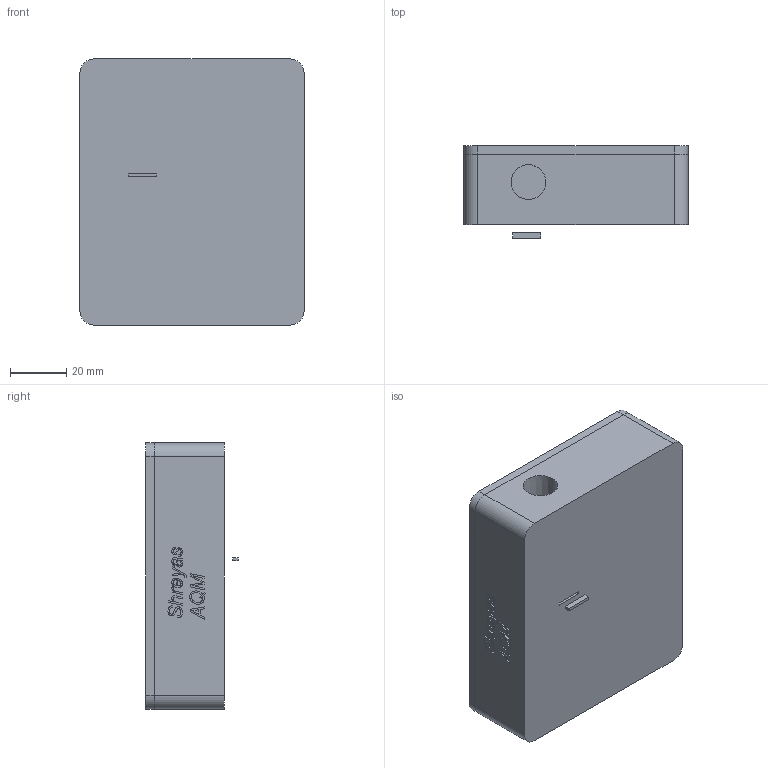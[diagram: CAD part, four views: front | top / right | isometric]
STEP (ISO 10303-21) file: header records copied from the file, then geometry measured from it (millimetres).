
FILE_DESCRIPTION(/* description */ (''),/* implementation_level */ '2;1');
FILE_NAME(/* name */ 'AQM_assembled.step',/* time_stamp */ '2026-01-06T20:44:52+01:00',/* author */ (''),/* organization */ (''),/* preprocessor_version */ 'ST-DEVELOPER v20.1',/* originating_system */ 'Autodesk Translation Framework v14.21.0.0',/* authorisation */ '');
FILE_SCHEMA (('AUTOMOTIVE_DESIGN { 1 0 10303 214 3 1 1 }'));
Length unit declared in the file: millimetre
Products named in the file (3): 2026-01-06-19-37-25-273; 2026-01-06-14-38-04-962; 2026-01-06-14-50-23-383
Assembly tree (2 placements, depth 2):
  2026-01-06-19-37-25-273
    2026-01-06-14-38-04-962
    2026-01-06-14-50-23-383
Bounding box: 80 x 33 x 95 mm (x, y, z)
Volume: 147504.4 mm3; surface area: 48574.3 mm2
Topology: 3 solids, 3 shells, 541 faces, 1490 edges, 992 vertices
Faces by surface type: bspline 320, plane 204, cylinder 16, cone 1
Full cylindrical faces by diameter (mm): 5.6 x4, 6 x3, 7 x1
Entity records: 20162 total; most frequent: CARTESIAN_POINT 8468, ORIENTED_EDGE 2980, EDGE_CURVE 1490, DIRECTION 1336, VERTEX_POINT 992, LINE 816, VECTOR 816, B_SPLINE_CURVE_WITH_KNOTS 640
